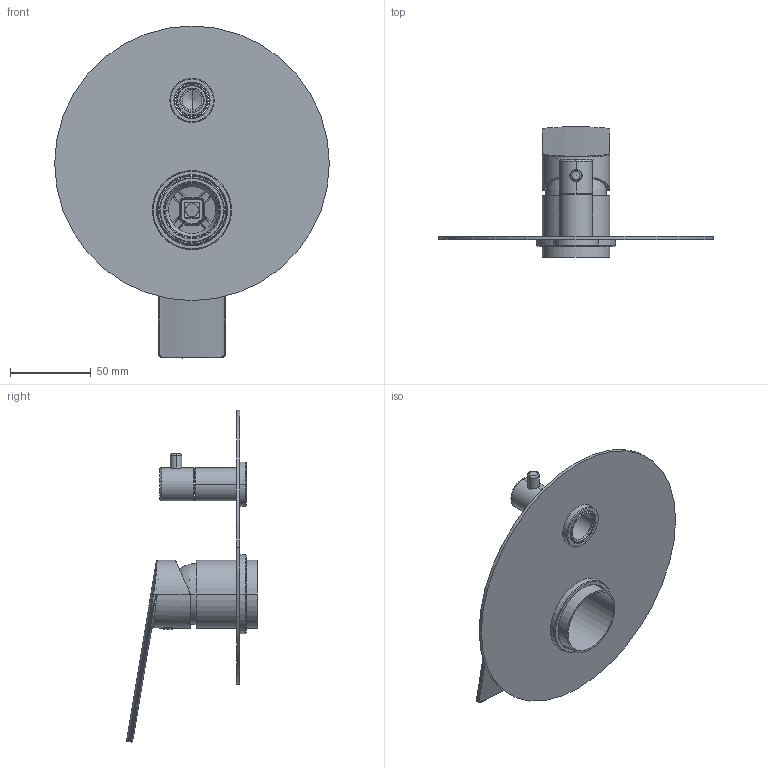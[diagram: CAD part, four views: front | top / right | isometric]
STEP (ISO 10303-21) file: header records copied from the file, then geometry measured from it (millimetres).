
FILE_DESCRIPTION((''),'2;1');
FILE_NAME('ATAO608E001','2022-09-02T15:19:57',('Michela Ferrini'),(''),'CREO PARAMETRIC BY PTC INC, 2020281','CREO PARAMETRIC BY PTC INC, 2020281','');
FILE_SCHEMA(('CONFIG_CONTROL_DESIGN'));
Length unit declared in the file: millimetre
Products named in the file (12): SINMAC0008; SCCMAC0005; ATAO005C001; SPLMAC0001; SDVMAC0005; AOTT005C003; AOTT005C004; ALOG608C001; AOTT608C002; AOTT608C003; ALOG608W001; ATAO608E001
Assembly tree (11 placements, depth 3):
  ATAO608E001
    SINMAC0008
    SCCMAC0005
    ATAO005C001
    SPLMAC0001
    SDVMAC0005
    AOTT005C003
    AOTT005C004
    ALOG608W001
      ALOG608C001
      AOTT608C002
      AOTT608C003
Bounding box: 170 x 80.99 x 205.57 mm (x, y, z)
Volume: 76147.2 mm3; surface area: 87513.9 mm2
Topology: 10 solids, 14 shells, 366 faces, 848 edges, 526 vertices
Faces by surface type: cylinder 116, bspline 100, plane 65, cone 49, torus 26, sphere 10
Entity records: 16716 total; most frequent: CARTESIAN_POINT 8689, ORIENTED_EDGE 1629, DIRECTION 1588, EDGE_CURVE 825, AXIS2_PLACEMENT_3D 668, VERTEX_POINT 491, EDGE_LOOP 397, FACE_OUTER_BOUND 366
